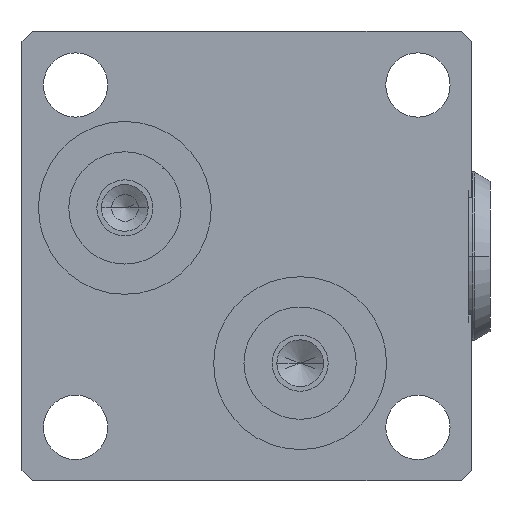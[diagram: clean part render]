
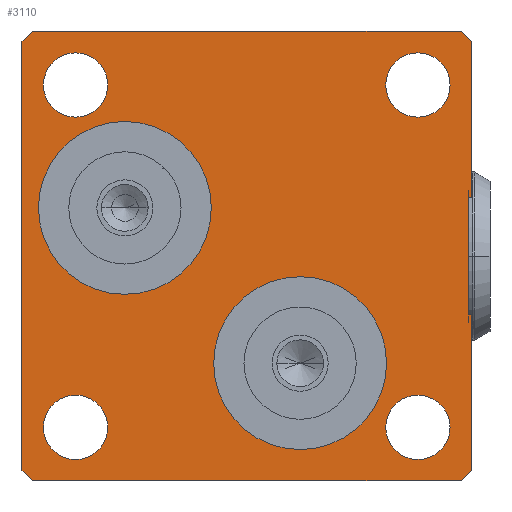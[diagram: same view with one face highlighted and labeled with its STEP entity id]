
A CAD part, front view. The second image highlights one B-rep face of the part: STEP entity #3110.
In plain terms, the highlighted planar face has unit normal (0, -1, 0).
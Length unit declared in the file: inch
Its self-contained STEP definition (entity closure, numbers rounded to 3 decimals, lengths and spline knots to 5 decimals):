
#86=DIRECTION('',(0.,0.,-1.));
#87=VECTOR('',#86,1.253);
#88=CARTESIAN_POINT('',(-0.6565,-0.658,0.627));
#89=LINE('',#88,#87);
#257=DIRECTION('',(1.,0.,0.));
#258=VECTOR('',#257,1.253);
#259=CARTESIAN_POINT('',(-0.6265,-0.658,-0.656));
#260=LINE('',#259,#258);
#299=CARTESIAN_POINT('',(-0.5,-0.658,0.5));
#300=DIRECTION('',(0.,1.,0.));
#301=DIRECTION('',(0.,0.,-1.));
#302=AXIS2_PLACEMENT_3D('',#299,#300,#301);
#304=CARTESIAN_POINT('',(-0.5,-0.658,0.5));
#305=DIRECTION('',(0.,1.,0.));
#306=DIRECTION('',(0.,0.,1.));
#307=AXIS2_PLACEMENT_3D('',#304,#305,#306);
#309=CARTESIAN_POINT('',(0.5,-0.658,0.5));
#310=DIRECTION('',(0.,1.,0.));
#311=DIRECTION('',(0.,0.,-1.));
#312=AXIS2_PLACEMENT_3D('',#309,#310,#311);
#314=CARTESIAN_POINT('',(0.5,-0.658,0.5));
#315=DIRECTION('',(0.,1.,0.));
#316=DIRECTION('',(0.,0.,1.));
#317=AXIS2_PLACEMENT_3D('',#314,#315,#316);
#319=CARTESIAN_POINT('',(0.5,-0.658,-0.5));
#320=DIRECTION('',(0.,1.,0.));
#321=DIRECTION('',(0.,0.,-1.));
#322=AXIS2_PLACEMENT_3D('',#319,#320,#321);
#324=CARTESIAN_POINT('',(0.5,-0.658,-0.5));
#325=DIRECTION('',(0.,1.,0.));
#326=DIRECTION('',(0.,0.,1.));
#327=AXIS2_PLACEMENT_3D('',#324,#325,#326);
#329=CARTESIAN_POINT('',(-0.5,-0.658,-0.5));
#330=DIRECTION('',(0.,1.,0.));
#331=DIRECTION('',(0.,0.,-1.));
#332=AXIS2_PLACEMENT_3D('',#329,#330,#331);
#334=CARTESIAN_POINT('',(-0.5,-0.658,-0.5));
#335=DIRECTION('',(0.,1.,0.));
#336=DIRECTION('',(0.,0.,1.));
#337=AXIS2_PLACEMENT_3D('',#334,#335,#336);
#339=DIRECTION('',(0.,0.,-1.));
#340=VECTOR('',#339,0.34369);
#341=CARTESIAN_POINT('',(0.6465,-0.658,0.17185));
#342=LINE('',#341,#340);
#343=DIRECTION('',(1.,0.,0.));
#344=VECTOR('',#343,0.01);
#345=CARTESIAN_POINT('',(0.6465,-0.658,-0.17185));
#346=LINE('',#345,#344);
#347=DIRECTION('',(0.707,0.,0.707));
#348=VECTOR('',#347,0.04243);
#349=CARTESIAN_POINT('',(0.6265,-0.658,-0.656));
#350=LINE('',#349,#348);
#351=DIRECTION('',(0.707,0.,-0.707));
#352=VECTOR('',#351,0.04243);
#353=CARTESIAN_POINT('',(-0.6565,-0.658,-0.626));
#354=LINE('',#353,#352);
#355=DIRECTION('',(-0.707,0.,-0.707));
#356=VECTOR('',#355,0.04243);
#357=CARTESIAN_POINT('',(-0.6265,-0.658,0.657));
#358=LINE('',#357,#356);
#359=DIRECTION('',(1.,0.,0.));
#360=VECTOR('',#359,1.253);
#361=CARTESIAN_POINT('',(-0.6265,-0.658,0.657));
#362=LINE('',#361,#360);
#363=DIRECTION('',(-0.707,0.,0.707));
#364=VECTOR('',#363,0.04243);
#365=CARTESIAN_POINT('',(0.6565,-0.658,0.627));
#366=LINE('',#365,#364);
#367=DIRECTION('',(1.,0.,0.));
#368=VECTOR('',#367,0.01);
#369=CARTESIAN_POINT('',(0.6465,-0.658,0.17185));
#370=LINE('',#369,#368);
#371=CARTESIAN_POINT('',(0.156,-0.658,-0.3125));
#372=DIRECTION('',(0.,-1.,0.));
#373=DIRECTION('',(-1.,0.,0.));
#374=AXIS2_PLACEMENT_3D('',#371,#372,#373);
#376=CARTESIAN_POINT('',(0.156,-0.658,-0.3125));
#377=DIRECTION('',(0.,-1.,0.));
#378=DIRECTION('',(1.,0.,0.));
#379=AXIS2_PLACEMENT_3D('',#376,#377,#378);
#381=CARTESIAN_POINT('',(-0.356,-0.658,0.141));
#382=DIRECTION('',(0.,-1.,0.));
#383=DIRECTION('',(-1.,0.,0.));
#384=AXIS2_PLACEMENT_3D('',#381,#382,#383);
#386=CARTESIAN_POINT('',(-0.356,-0.658,0.141));
#387=DIRECTION('',(0.,-1.,0.));
#388=DIRECTION('',(1.,0.,0.));
#389=AXIS2_PLACEMENT_3D('',#386,#387,#388);
#483=DIRECTION('',(0.,0.,-1.));
#484=VECTOR('',#483,0.45515);
#485=CARTESIAN_POINT('',(0.6565,-0.658,0.627));
#486=LINE('',#485,#484);
#526=DIRECTION('',(0.,0.,-1.));
#527=VECTOR('',#526,0.45415);
#528=CARTESIAN_POINT('',(0.6565,-0.658,-0.17185));
#529=LINE('',#528,#527);
#2454=CARTESIAN_POINT('',(0.6265,-0.658,-0.656));
#2455=CARTESIAN_POINT('',(0.6565,-0.658,-0.626));
#2456=VERTEX_POINT('',#2454);
#2457=VERTEX_POINT('',#2455);
#2458=CARTESIAN_POINT('',(-0.6565,-0.658,-0.626));
#2459=CARTESIAN_POINT('',(-0.6265,-0.658,-0.656));
#2460=VERTEX_POINT('',#2458);
#2461=VERTEX_POINT('',#2459);
#2462=CARTESIAN_POINT('',(0.6565,-0.658,0.627));
#2463=CARTESIAN_POINT('',(0.6265,-0.658,0.657));
#2464=VERTEX_POINT('',#2462);
#2465=VERTEX_POINT('',#2463);
#2466=CARTESIAN_POINT('',(-0.6265,-0.658,0.657));
#2467=CARTESIAN_POINT('',(-0.6565,-0.658,0.627));
#2468=VERTEX_POINT('',#2466);
#2469=VERTEX_POINT('',#2467);
#2470=CARTESIAN_POINT('',(-0.5,-0.658,0.406));
#2471=CARTESIAN_POINT('',(-0.5,-0.658,0.594));
#2472=VERTEX_POINT('',#2470);
#2473=VERTEX_POINT('',#2471);
#2474=CARTESIAN_POINT('',(0.5,-0.658,0.406));
#2475=CARTESIAN_POINT('',(0.5,-0.658,0.594));
#2476=VERTEX_POINT('',#2474);
#2477=VERTEX_POINT('',#2475);
#2478=CARTESIAN_POINT('',(0.5,-0.658,-0.594));
#2479=CARTESIAN_POINT('',(0.5,-0.658,-0.406));
#2480=VERTEX_POINT('',#2478);
#2481=VERTEX_POINT('',#2479);
#2482=CARTESIAN_POINT('',(-0.5,-0.658,-0.594));
#2483=CARTESIAN_POINT('',(-0.5,-0.658,-0.406));
#2484=VERTEX_POINT('',#2482);
#2485=VERTEX_POINT('',#2483);
#2590=CARTESIAN_POINT('',(0.6465,-0.658,0.17185));
#2591=CARTESIAN_POINT('',(0.6465,-0.658,-0.17185));
#2592=VERTEX_POINT('',#2590);
#2593=VERTEX_POINT('',#2591);
#2594=CARTESIAN_POINT('',(0.6565,-0.658,-0.17185));
#2595=VERTEX_POINT('',#2594);
#2596=CARTESIAN_POINT('',(0.6565,-0.658,0.17185));
#2597=VERTEX_POINT('',#2596);
#2612=CARTESIAN_POINT('',(-0.0965,-0.658,-0.3125));
#2613=VERTEX_POINT('',#2612);
#2614=CARTESIAN_POINT('',(0.4085,-0.658,-0.3125));
#2615=VERTEX_POINT('',#2614);
#2644=CARTESIAN_POINT('',(-0.6085,-0.658,0.141));
#2645=VERTEX_POINT('',#2644);
#2646=CARTESIAN_POINT('',(-0.1035,-0.658,0.141));
#2647=VERTEX_POINT('',#2646);
#3048=CARTESIAN_POINT('',(-0.6565,-0.658,0.657));
#3049=DIRECTION('',(0.,-1.,0.));
#3050=DIRECTION('',(0.,0.,-1.));
#3051=AXIS2_PLACEMENT_3D('',#3048,#3049,#3050);
#3052=PLANE('',#3051);
#3054=ORIENTED_EDGE('',*,*,#3053,.T.);
#3056=ORIENTED_EDGE('',*,*,#3055,.T.);
#3058=ORIENTED_EDGE('',*,*,#3057,.T.);
#3060=ORIENTED_EDGE('',*,*,#3059,.F.);
#3061=ORIENTED_EDGE('',*,*,#3021,.F.);
#3062=ORIENTED_EDGE('',*,*,#3042,.F.);
#3063=ORIENTED_EDGE('',*,*,#2892,.F.);
#3064=ORIENTED_EDGE('',*,*,#2913,.F.);
#3065=ORIENTED_EDGE('',*,*,#2935,.T.);
#3067=ORIENTED_EDGE('',*,*,#3066,.F.);
#3069=ORIENTED_EDGE('',*,*,#3068,.T.);
#3071=ORIENTED_EDGE('',*,*,#3070,.F.);
#3072=EDGE_LOOP('',(#3054,#3056,#3058,#3060,#3061,#3062,#3063,#3064,#3065,#3067,
#3069,#3071));
#3073=FACE_OUTER_BOUND('',#3072,.F.);
#3075=ORIENTED_EDGE('',*,*,#3074,.F.);
#3077=ORIENTED_EDGE('',*,*,#3076,.F.);
#3078=EDGE_LOOP('',(#3075,#3077));
#3079=FACE_BOUND('',#3078,.F.);
#3081=ORIENTED_EDGE('',*,*,#3080,.F.);
#3083=ORIENTED_EDGE('',*,*,#3082,.F.);
#3084=EDGE_LOOP('',(#3081,#3083));
#3085=FACE_BOUND('',#3084,.F.);
#3087=ORIENTED_EDGE('',*,*,#3086,.F.);
#3089=ORIENTED_EDGE('',*,*,#3088,.F.);
#3090=EDGE_LOOP('',(#3087,#3089));
#3091=FACE_BOUND('',#3090,.F.);
#3093=ORIENTED_EDGE('',*,*,#3092,.F.);
#3095=ORIENTED_EDGE('',*,*,#3094,.F.);
#3096=EDGE_LOOP('',(#3093,#3095));
#3097=FACE_BOUND('',#3096,.F.);
#3099=ORIENTED_EDGE('',*,*,#3098,.T.);
#3101=ORIENTED_EDGE('',*,*,#3100,.T.);
#3102=EDGE_LOOP('',(#3099,#3101));
#3103=FACE_BOUND('',#3102,.F.);
#3105=ORIENTED_EDGE('',*,*,#3104,.T.);
#3107=ORIENTED_EDGE('',*,*,#3106,.T.);
#3108=EDGE_LOOP('',(#3105,#3107));
#3109=FACE_BOUND('',#3108,.F.);
#303=CIRCLE('',#302,0.094);
#308=CIRCLE('',#307,0.094);
#313=CIRCLE('',#312,0.094);
#318=CIRCLE('',#317,0.094);
#323=CIRCLE('',#322,0.094);
#328=CIRCLE('',#327,0.094);
#333=CIRCLE('',#332,0.094);
#338=CIRCLE('',#337,0.094);
#375=CIRCLE('',#374,0.2525);
#380=CIRCLE('',#379,0.2525);
#385=CIRCLE('',#384,0.2525);
#390=CIRCLE('',#389,0.2525);
#2892=EDGE_CURVE('',#2469,#2460,#89,.T.);
#2913=EDGE_CURVE('',#2468,#2469,#358,.T.);
#2935=EDGE_CURVE('',#2468,#2465,#362,.T.);
#3021=EDGE_CURVE('',#2461,#2456,#260,.T.);
#3042=EDGE_CURVE('',#2460,#2461,#354,.T.);
#3053=EDGE_CURVE('',#2592,#2593,#342,.T.);
#3055=EDGE_CURVE('',#2593,#2595,#346,.T.);
#3057=EDGE_CURVE('',#2595,#2457,#529,.T.);
#3059=EDGE_CURVE('',#2456,#2457,#350,.T.);
#3066=EDGE_CURVE('',#2464,#2465,#366,.T.);
#3068=EDGE_CURVE('',#2464,#2597,#486,.T.);
#3070=EDGE_CURVE('',#2592,#2597,#370,.T.);
#3074=EDGE_CURVE('',#2476,#2477,#313,.T.);
#3076=EDGE_CURVE('',#2477,#2476,#318,.T.);
#3080=EDGE_CURVE('',#2480,#2481,#323,.T.);
#3082=EDGE_CURVE('',#2481,#2480,#328,.T.);
#3086=EDGE_CURVE('',#2484,#2485,#333,.T.);
#3088=EDGE_CURVE('',#2485,#2484,#338,.T.);
#3092=EDGE_CURVE('',#2472,#2473,#303,.T.);
#3094=EDGE_CURVE('',#2473,#2472,#308,.T.);
#3098=EDGE_CURVE('',#2613,#2615,#375,.T.);
#3100=EDGE_CURVE('',#2615,#2613,#380,.T.);
#3104=EDGE_CURVE('',#2645,#2647,#385,.T.);
#3106=EDGE_CURVE('',#2647,#2645,#390,.T.);
#3110=ADVANCED_FACE('',(#3073,#3079,#3085,#3091,#3097,#3103,#3109),#3052,.T.);
